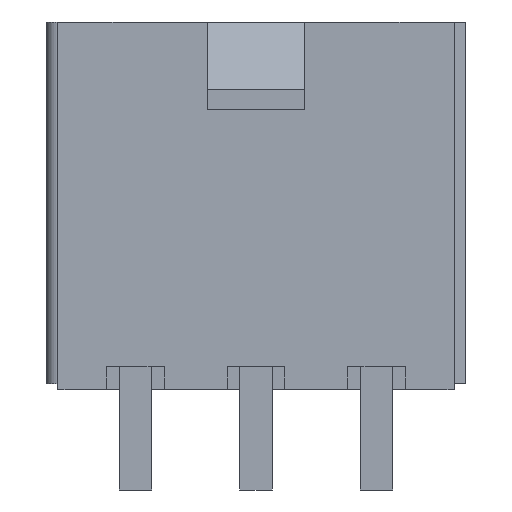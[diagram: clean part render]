
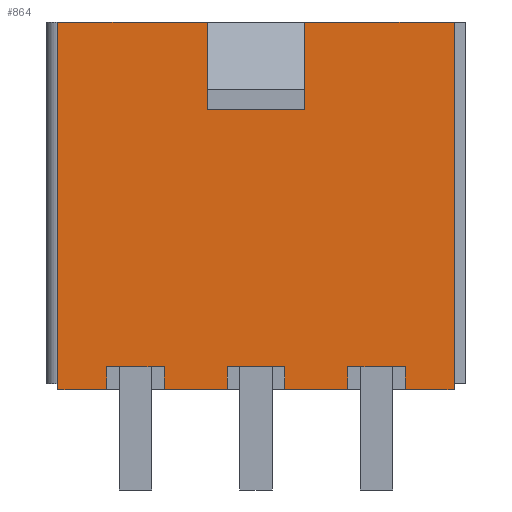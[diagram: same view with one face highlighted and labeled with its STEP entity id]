
A CAD part, front view. The second image highlights one B-rep face of the part: STEP entity #864.
In plain terms, the highlighted free-form (B-spline) face has degree [1, 1] with [2, 2] control points.
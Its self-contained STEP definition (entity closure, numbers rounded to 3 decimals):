
#249 = VERTEX_POINT('',#250);
#250 = CARTESIAN_POINT('',(11.1,-7.35,0.));
#256 = EDGE_CURVE('',#249,#257,#259,.T.);
#257 = VERTEX_POINT('',#258);
#258 = CARTESIAN_POINT('',(11.1,-7.35,12.8));
#259 = LINE('',#260,#261);
#260 = CARTESIAN_POINT('',(11.1,-7.35,0.));
#261 = VECTOR('',#262,1.);
#262 = DIRECTION('',(0.,0.,1.));
#864 = ADVANCED_FACE('',(#865),#1018,.T.);
#865 = FACE_BOUND('',#866,.T.);
#866 = EDGE_LOOP('',(#867,#877,#883,#884,#892,#900,#908,#916,#924,#932,
    #940,#948,#956,#964,#972,#980,#988,#996,#1004,#1012));
#867 = ORIENTED_EDGE('',*,*,#868,.F.);
#868 = EDGE_CURVE('',#869,#871,#873,.T.);
#869 = VERTEX_POINT('',#870);
#870 = CARTESIAN_POINT('',(9.4,-7.35,0.));
#871 = VERTEX_POINT('',#872);
#872 = CARTESIAN_POINT('',(9.4,-7.35,0.8));
#873 = LINE('',#874,#875);
#874 = CARTESIAN_POINT('',(9.4,-7.35,0.));
#875 = VECTOR('',#876,1.);
#876 = DIRECTION('',(0.,0.,1.));
#877 = ORIENTED_EDGE('',*,*,#878,.F.);
#878 = EDGE_CURVE('',#249,#869,#879,.T.);
#879 = LINE('',#880,#881);
#880 = CARTESIAN_POINT('',(11.1,-7.35,0.));
#881 = VECTOR('',#882,1.);
#882 = DIRECTION('',(-1.,0.,0.));
#883 = ORIENTED_EDGE('',*,*,#256,.T.);
#884 = ORIENTED_EDGE('',*,*,#885,.T.);
#885 = EDGE_CURVE('',#257,#886,#888,.T.);
#886 = VERTEX_POINT('',#887);
#887 = CARTESIAN_POINT('',(5.9,-7.35,12.8));
#888 = LINE('',#889,#890);
#889 = CARTESIAN_POINT('',(11.1,-7.35,12.8));
#890 = VECTOR('',#891,1.);
#891 = DIRECTION('',(-1.,0.,0.));
#892 = ORIENTED_EDGE('',*,*,#893,.T.);
#893 = EDGE_CURVE('',#886,#894,#896,.T.);
#894 = VERTEX_POINT('',#895);
#895 = CARTESIAN_POINT('',(5.9,-7.35,9.75));
#896 = LINE('',#897,#898);
#897 = CARTESIAN_POINT('',(5.9,-7.35,12.8));
#898 = VECTOR('',#899,1.);
#899 = DIRECTION('',(0.,0.,-1.));
#900 = ORIENTED_EDGE('',*,*,#901,.T.);
#901 = EDGE_CURVE('',#894,#902,#904,.T.);
#902 = VERTEX_POINT('',#903);
#903 = CARTESIAN_POINT('',(2.5,-7.35,9.75));
#904 = LINE('',#905,#906);
#905 = CARTESIAN_POINT('',(5.9,-7.35,9.75));
#906 = VECTOR('',#907,1.);
#907 = DIRECTION('',(-1.,0.,0.));
#908 = ORIENTED_EDGE('',*,*,#909,.F.);
#909 = EDGE_CURVE('',#910,#902,#912,.T.);
#910 = VERTEX_POINT('',#911);
#911 = CARTESIAN_POINT('',(2.5,-7.35,12.8));
#912 = LINE('',#913,#914);
#913 = CARTESIAN_POINT('',(2.5,-7.35,12.8));
#914 = VECTOR('',#915,1.);
#915 = DIRECTION('',(0.,0.,-1.));
#916 = ORIENTED_EDGE('',*,*,#917,.T.);
#917 = EDGE_CURVE('',#910,#918,#920,.T.);
#918 = VERTEX_POINT('',#919);
#919 = CARTESIAN_POINT('',(-2.7,-7.35,12.8));
#920 = LINE('',#921,#922);
#921 = CARTESIAN_POINT('',(2.5,-7.35,12.8));
#922 = VECTOR('',#923,1.);
#923 = DIRECTION('',(-1.,0.,0.));
#924 = ORIENTED_EDGE('',*,*,#925,.F.);
#925 = EDGE_CURVE('',#926,#918,#928,.T.);
#926 = VERTEX_POINT('',#927);
#927 = CARTESIAN_POINT('',(-2.7,-7.35,0.));
#928 = LINE('',#929,#930);
#929 = CARTESIAN_POINT('',(-2.7,-7.35,0.));
#930 = VECTOR('',#931,1.);
#931 = DIRECTION('',(0.,0.,1.));
#932 = ORIENTED_EDGE('',*,*,#933,.F.);
#933 = EDGE_CURVE('',#934,#926,#936,.T.);
#934 = VERTEX_POINT('',#935);
#935 = CARTESIAN_POINT('',(-1.,-7.35,0.));
#936 = LINE('',#937,#938);
#937 = CARTESIAN_POINT('',(-1.,-7.35,0.));
#938 = VECTOR('',#939,1.);
#939 = DIRECTION('',(-1.,0.,0.));
#940 = ORIENTED_EDGE('',*,*,#941,.T.);
#941 = EDGE_CURVE('',#934,#942,#944,.T.);
#942 = VERTEX_POINT('',#943);
#943 = CARTESIAN_POINT('',(-1.,-7.35,0.8));
#944 = LINE('',#945,#946);
#945 = CARTESIAN_POINT('',(-1.,-7.35,0.));
#946 = VECTOR('',#947,1.);
#947 = DIRECTION('',(0.,0.,1.));
#948 = ORIENTED_EDGE('',*,*,#949,.F.);
#949 = EDGE_CURVE('',#950,#942,#952,.T.);
#950 = VERTEX_POINT('',#951);
#951 = CARTESIAN_POINT('',(1.,-7.35,0.8));
#952 = LINE('',#953,#954);
#953 = CARTESIAN_POINT('',(1.,-7.35,0.8));
#954 = VECTOR('',#955,1.);
#955 = DIRECTION('',(-1.,0.,0.));
#956 = ORIENTED_EDGE('',*,*,#957,.F.);
#957 = EDGE_CURVE('',#958,#950,#960,.T.);
#958 = VERTEX_POINT('',#959);
#959 = CARTESIAN_POINT('',(1.,-7.35,0.));
#960 = LINE('',#961,#962);
#961 = CARTESIAN_POINT('',(1.,-7.35,0.));
#962 = VECTOR('',#963,1.);
#963 = DIRECTION('',(0.,0.,1.));
#964 = ORIENTED_EDGE('',*,*,#965,.F.);
#965 = EDGE_CURVE('',#966,#958,#968,.T.);
#966 = VERTEX_POINT('',#967);
#967 = CARTESIAN_POINT('',(3.2,-7.35,0.));
#968 = LINE('',#969,#970);
#969 = CARTESIAN_POINT('',(3.2,-7.35,0.));
#970 = VECTOR('',#971,1.);
#971 = DIRECTION('',(-1.,0.,0.));
#972 = ORIENTED_EDGE('',*,*,#973,.T.);
#973 = EDGE_CURVE('',#966,#974,#976,.T.);
#974 = VERTEX_POINT('',#975);
#975 = CARTESIAN_POINT('',(3.2,-7.35,0.8));
#976 = LINE('',#977,#978);
#977 = CARTESIAN_POINT('',(3.2,-7.35,0.));
#978 = VECTOR('',#979,1.);
#979 = DIRECTION('',(0.,0.,1.));
#980 = ORIENTED_EDGE('',*,*,#981,.F.);
#981 = EDGE_CURVE('',#982,#974,#984,.T.);
#982 = VERTEX_POINT('',#983);
#983 = CARTESIAN_POINT('',(5.2,-7.35,0.8));
#984 = LINE('',#985,#986);
#985 = CARTESIAN_POINT('',(5.2,-7.35,0.8));
#986 = VECTOR('',#987,1.);
#987 = DIRECTION('',(-1.,0.,0.));
#988 = ORIENTED_EDGE('',*,*,#989,.F.);
#989 = EDGE_CURVE('',#990,#982,#992,.T.);
#990 = VERTEX_POINT('',#991);
#991 = CARTESIAN_POINT('',(5.2,-7.35,0.));
#992 = LINE('',#993,#994);
#993 = CARTESIAN_POINT('',(5.2,-7.35,0.));
#994 = VECTOR('',#995,1.);
#995 = DIRECTION('',(0.,0.,1.));
#996 = ORIENTED_EDGE('',*,*,#997,.F.);
#997 = EDGE_CURVE('',#998,#990,#1000,.T.);
#998 = VERTEX_POINT('',#999);
#999 = CARTESIAN_POINT('',(7.4,-7.35,0.));
#1000 = LINE('',#1001,#1002);
#1001 = CARTESIAN_POINT('',(7.4,-7.35,0.));
#1002 = VECTOR('',#1003,1.);
#1003 = DIRECTION('',(-1.,0.,0.));
#1004 = ORIENTED_EDGE('',*,*,#1005,.T.);
#1005 = EDGE_CURVE('',#998,#1006,#1008,.T.);
#1006 = VERTEX_POINT('',#1007);
#1007 = CARTESIAN_POINT('',(7.4,-7.35,0.8));
#1008 = LINE('',#1009,#1010);
#1009 = CARTESIAN_POINT('',(7.4,-7.35,0.));
#1010 = VECTOR('',#1011,1.);
#1011 = DIRECTION('',(0.,0.,1.));
#1012 = ORIENTED_EDGE('',*,*,#1013,.F.);
#1013 = EDGE_CURVE('',#871,#1006,#1014,.T.);
#1014 = LINE('',#1015,#1016);
#1015 = CARTESIAN_POINT('',(9.4,-7.35,0.8));
#1016 = VECTOR('',#1017,1.);
#1017 = DIRECTION('',(-1.,0.,0.));
#1018 = B_SPLINE_SURFACE_WITH_KNOTS('',1,1,(
    (#1019,#1020)
    ,(#1021,#1022
    )),.UNSPECIFIED.,.F.,.F.,.F.,(2,2),(2,2),(-0.256,13.056),(-0.276,
    14.076),.PIECEWISE_BEZIER_KNOTS.);
#1019 = CARTESIAN_POINT('',(11.376,-7.35,-0.256));
#1020 = CARTESIAN_POINT('',(-2.976,-7.35,-0.256));
#1021 = CARTESIAN_POINT('',(11.376,-7.35,13.056));
#1022 = CARTESIAN_POINT('',(-2.976,-7.35,13.056));
